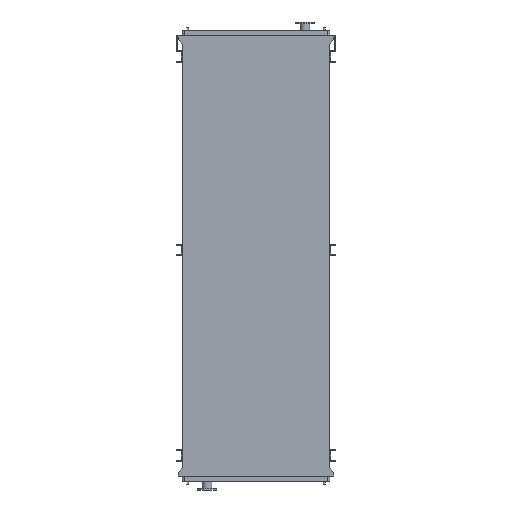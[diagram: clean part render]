
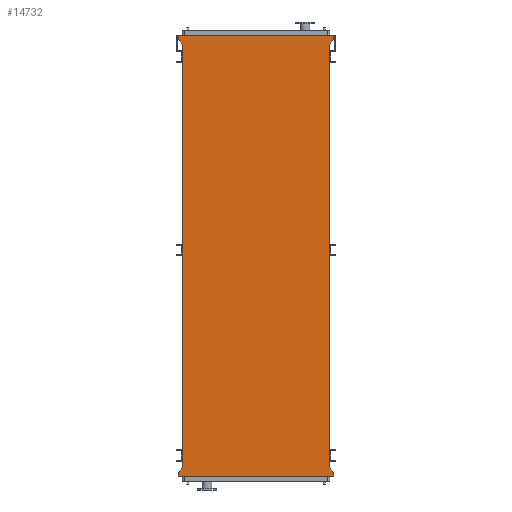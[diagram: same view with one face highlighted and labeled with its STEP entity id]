
A CAD part, front view. The second image highlights one B-rep face of the part: STEP entity #14732.
In plain terms, the highlighted planar face has unit normal (0, -1, 0).
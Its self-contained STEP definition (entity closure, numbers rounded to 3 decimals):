
#99 = LINE ( 'NONE', #21174, #13305 ) ;
#287 = VERTEX_POINT ( 'NONE', #10014 ) ;
#523 = EDGE_CURVE ( 'NONE', #2539, #3779, #15679, .T. ) ;
#684 = CARTESIAN_POINT ( 'NONE',  ( -845., 0., -4850. ) ) ;
#852 = DIRECTION ( 'NONE',  ( 0., 0., 1. ) ) ;
#925 = CARTESIAN_POINT ( 'NONE',  ( -891., 0., -4945. ) ) ;
#1517 = EDGE_CURVE ( 'NONE', #2234, #287, #19944, .T. ) ;
#1626 = EDGE_CURVE ( 'NONE', #18261, #287, #9783, .T. ) ;
#1635 = EDGE_CURVE ( 'NONE', #7060, #18261, #13569, .T. ) ;
#1669 = EDGE_CURVE ( 'NONE', #21089, #20402, #3384, .T. ) ;
#1713 = EDGE_CURVE ( 'NONE', #3779, #21089, #20119, .T. ) ;
#1751 = EDGE_CURVE ( 'NONE', #4769, #2539, #10528, .T. ) ;
#1757 = EDGE_CURVE ( 'NONE', #4454, #4769, #18565, .T. ) ;
#1792 = CARTESIAN_POINT ( 'NONE',  ( 891., 0., 95. ) ) ;
#1836 = EDGE_CURVE ( 'NONE', #10886, #4454, #99, .T. ) ;
#1879 = EDGE_CURVE ( 'NONE', #5163, #10886, #3067, .T. ) ;
#1926 = EDGE_CURVE ( 'NONE', #2234, #5163, #11759, .T. ) ;
#1981 = VECTOR ( 'NONE', #18509, 1000. ) ;
#2234 = VERTEX_POINT ( 'NONE', #6547 ) ;
#2302 = ORIENTED_EDGE ( 'NONE', *, *, #1635, .F. ) ;
#2539 = VERTEX_POINT ( 'NONE', #3157 ) ;
#2743 = CARTESIAN_POINT ( 'NONE',  ( -891., 0., -4903. ) ) ;
#2923 = DIRECTION ( 'NONE',  ( 0.655, 0., 0.755 ) ) ;
#3040 = CARTESIAN_POINT ( 'NONE',  ( 891., 0., -4903. ) ) ;
#3067 = LINE ( 'NONE', #18195, #16451 ) ;
#3157 = CARTESIAN_POINT ( 'NONE',  ( -845., 0., -4850. ) ) ;
#3384 = LINE ( 'NONE', #12130, #13064 ) ;
#3779 = VERTEX_POINT ( 'NONE', #15093 ) ;
#4022 = VECTOR ( 'NONE', #5259, 1000. ) ;
#4454 = VERTEX_POINT ( 'NONE', #11146 ) ;
#4572 = EDGE_LOOP ( 'NONE', ( #15462, #19066, #2302, #7682, #16363, #8295, #12672, #13204, #20586, #13715, #17651, #14229 ) ) ;
#4762 = DIRECTION ( 'NONE',  ( 0., 0., -1. ) ) ;
#4769 = VERTEX_POINT ( 'NONE', #19965 ) ;
#4789 = DIRECTION ( 'NONE',  ( 0., -1., 0. ) ) ;
#4807 = CARTESIAN_POINT ( 'NONE',  ( -845., 0., -4850. ) ) ;
#5163 = VERTEX_POINT ( 'NONE', #3040 ) ;
#5259 = DIRECTION ( 'NONE',  ( 0., 0., -1. ) ) ;
#6547 = CARTESIAN_POINT ( 'NONE',  ( 845., 0., -4850. ) ) ;
#6711 = PLANE ( 'NONE',  #20396 ) ;
#7060 = VERTEX_POINT ( 'NONE', #1792 ) ;
#7289 = DIRECTION ( 'NONE',  ( -0.655, 0., -0.755 ) ) ;
#7330 = VECTOR ( 'NONE', #18543, 1000. ) ;
#7682 = ORIENTED_EDGE ( 'NONE', *, *, #20649, .F. ) ;
#7727 = DIRECTION ( 'NONE',  ( 0.655, 0., -0.755 ) ) ;
#7991 = CARTESIAN_POINT ( 'NONE',  ( 891., 0., 53. ) ) ;
#8295 = ORIENTED_EDGE ( 'NONE', *, *, #1713, .F. ) ;
#8673 = FACE_OUTER_BOUND ( 'NONE', #4572, .T. ) ;
#8749 = CARTESIAN_POINT ( 'NONE',  ( 891., 0., -4945. ) ) ;
#9393 = CARTESIAN_POINT ( 'NONE',  ( 845., 0., -4850. ) ) ;
#9783 = LINE ( 'NONE', #13868, #17528 ) ;
#10014 = CARTESIAN_POINT ( 'NONE',  ( 845., 0., 0. ) ) ;
#10528 = LINE ( 'NONE', #2743, #14852 ) ;
#10595 = DIRECTION ( 'NONE',  ( 0., 0., 1. ) ) ;
#10886 = VERTEX_POINT ( 'NONE', #8749 ) ;
#11146 = CARTESIAN_POINT ( 'NONE',  ( -891., 0., -4945. ) ) ;
#11759 = LINE ( 'NONE', #9393, #15998 ) ;
#12130 = CARTESIAN_POINT ( 'NONE',  ( -891., 0., 53. ) ) ;
#12672 = ORIENTED_EDGE ( 'NONE', *, *, #523, .F. ) ;
#12796 = VECTOR ( 'NONE', #14059, 1000. ) ;
#13064 = VECTOR ( 'NONE', #10595, 1000. ) ;
#13204 = ORIENTED_EDGE ( 'NONE', *, *, #1751, .F. ) ;
#13305 = VECTOR ( 'NONE', #21231, 1000. ) ;
#13569 = LINE ( 'NONE', #13929, #4022 ) ;
#13715 = ORIENTED_EDGE ( 'NONE', *, *, #1836, .F. ) ;
#13868 = CARTESIAN_POINT ( 'NONE',  ( 891., 0., 53. ) ) ;
#13929 = CARTESIAN_POINT ( 'NONE',  ( 891., 0., 95. ) ) ;
#14059 = DIRECTION ( 'NONE',  ( 0., 0., 1. ) ) ;
#14133 = CARTESIAN_POINT ( 'NONE',  ( 845., 0., -4850. ) ) ;
#14229 = ORIENTED_EDGE ( 'NONE', *, *, #1926, .F. ) ;
#14732 = ADVANCED_FACE ( 'NONE', ( #8673 ), #6711, .T. ) ;
#14852 = VECTOR ( 'NONE', #2923, 1000. ) ;
#15093 = CARTESIAN_POINT ( 'NONE',  ( -845., 0., 0. ) ) ;
#15462 = ORIENTED_EDGE ( 'NONE', *, *, #1517, .T. ) ;
#15487 = CARTESIAN_POINT ( 'NONE',  ( -891., 0., 95. ) ) ;
#15679 = LINE ( 'NONE', #684, #1981 ) ;
#15998 = VECTOR ( 'NONE', #7727, 1000. ) ;
#16101 = LINE ( 'NONE', #18570, #7330 ) ;
#16363 = ORIENTED_EDGE ( 'NONE', *, *, #1669, .F. ) ;
#16451 = VECTOR ( 'NONE', #17376, 1000. ) ;
#16807 = CARTESIAN_POINT ( 'NONE',  ( -845., 0., 0. ) ) ;
#17376 = DIRECTION ( 'NONE',  ( 0., 0., -1. ) ) ;
#17528 = VECTOR ( 'NONE', #7289, 1000. ) ;
#17651 = ORIENTED_EDGE ( 'NONE', *, *, #1879, .F. ) ;
#18057 = DIRECTION ( 'NONE',  ( -0.655, 0., 0.755 ) ) ;
#18161 = VECTOR ( 'NONE', #852, 1000. ) ;
#18195 = CARTESIAN_POINT ( 'NONE',  ( 891., 0., -4903. ) ) ;
#18261 = VERTEX_POINT ( 'NONE', #7991 ) ;
#18509 = DIRECTION ( 'NONE',  ( 0., 0., 1. ) ) ;
#18543 = DIRECTION ( 'NONE',  ( 1., 0., 0. ) ) ;
#18565 = LINE ( 'NONE', #925, #18161 ) ;
#18570 = CARTESIAN_POINT ( 'NONE',  ( -891., 0., 95. ) ) ;
#18970 = VECTOR ( 'NONE', #18057, 1000. ) ;
#19066 = ORIENTED_EDGE ( 'NONE', *, *, #1626, .F. ) ;
#19944 = LINE ( 'NONE', #14133, #12796 ) ;
#19965 = CARTESIAN_POINT ( 'NONE',  ( -891., 0., -4903. ) ) ;
#20119 = LINE ( 'NONE', #16807, #18970 ) ;
#20396 = AXIS2_PLACEMENT_3D ( 'NONE', #4807, #4789, #4762 ) ;
#20402 = VERTEX_POINT ( 'NONE', #15487 ) ;
#20434 = CARTESIAN_POINT ( 'NONE',  ( -891., 0., 53. ) ) ;
#20586 = ORIENTED_EDGE ( 'NONE', *, *, #1757, .F. ) ;
#20649 = EDGE_CURVE ( 'NONE', #20402, #7060, #16101, .T. ) ;
#21089 = VERTEX_POINT ( 'NONE', #20434 ) ;
#21174 = CARTESIAN_POINT ( 'NONE',  ( 891., 0., -4945. ) ) ;
#21231 = DIRECTION ( 'NONE',  ( -1., 0., 0. ) ) ;
